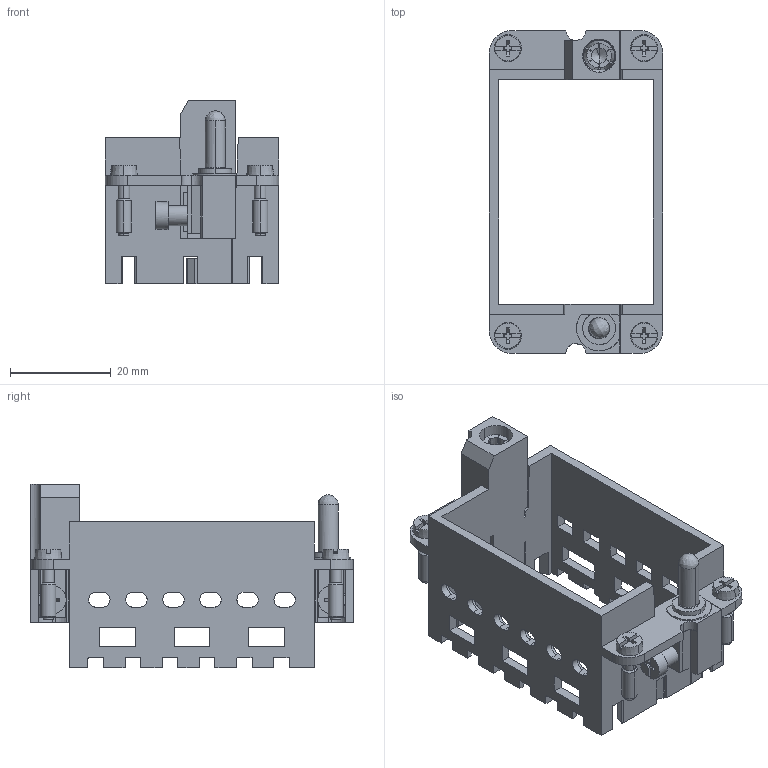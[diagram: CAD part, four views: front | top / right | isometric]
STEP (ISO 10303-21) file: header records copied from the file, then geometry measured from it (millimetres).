
FILE_DESCRIPTION(('CATIA V5 STEP','CAx-IF Rec.Pracs.--- Model Styling and Organization---1.2---2011-12-15'),'2;1');
FILE_NAME ('13146301_2', '2018-06-19T10:46:01+00:00', ('none'), ('Weidmueller'), 'CATIA Version 5-6 Release 2014 SP4 HF52', 'CATIA V5 STEP AP214', 'none');
FILE_SCHEMA(('AUTOMOTIVE_DESIGN { 1 0 10303 214 1 1 1 1 }'));
Length unit declared in the file: millimetre
Products named in the file (1): 1428980000
Bounding box: 34.4 x 64 x 36.4 mm (x, y, z)
Volume: 11286.2 mm3; surface area: 14527.9 mm2
Topology: 1 solids, 2 shells, 747 faces, 2131 edges, 1394 vertices
Faces by surface type: plane 506, cylinder 149, cone 70, bspline 22
Entity records: 25382 total; most frequent: CARTESIAN_POINT 6454, ORIENTED_EDGE 4246, DIRECTION 3305, EDGE_CURVE 2123, VECTOR 1596, LINE 1596, VERTEX_POINT 1394, AXIS2_PLACEMENT_3D 1003
